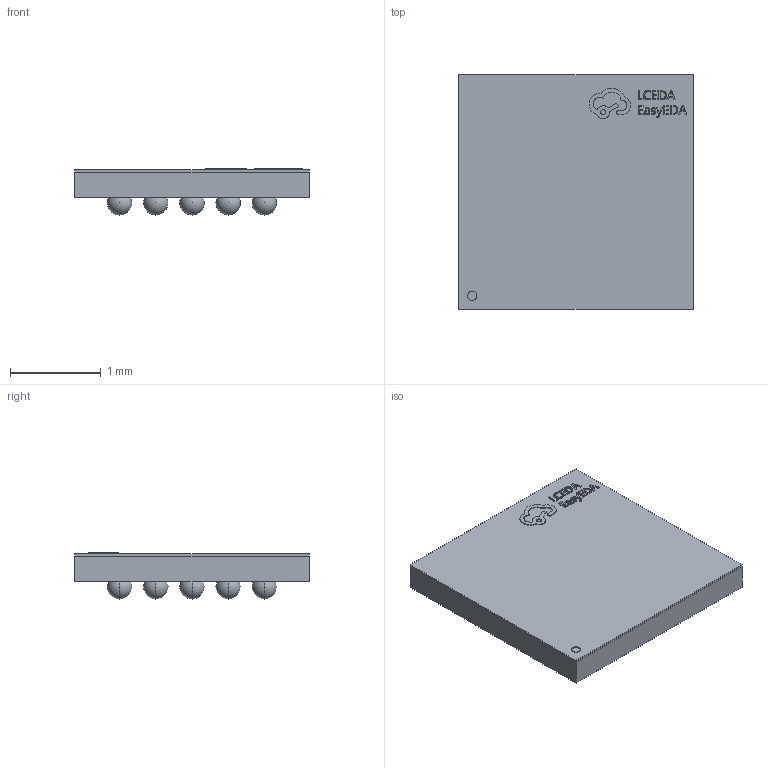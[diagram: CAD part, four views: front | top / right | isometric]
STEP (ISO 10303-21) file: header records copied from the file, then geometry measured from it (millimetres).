
FILE_DESCRIPTION (( 'STEP AP214' ), '1' );
FILE_NAME ('WLCSP-25_L2.6-W2.6-H0.5-R5-C5-P0.40-BL.step', '2022-06-20T11:35:20', ( '' ), ( '' ), 'SwSTEP 2.0', 'SolidWorks 2020', '' );
FILE_SCHEMA (( 'AUTOMOTIVE_DESIGN' ));
Length unit declared in the file: millimetre
Products named in the file (1): WLCSP-25_L2.6-W2.6-H0.5-R5-C5-P0.40-BL
Bounding box: 2.59 x 2.59 x 0.51 mm (x, y, z)
Volume: 2.3 mm3; surface area: 35.4 mm2
Topology: 27 solids, 27 shells, 373 faces, 1026 edges, 684 vertices
Faces by surface type: plane 209, bspline 112, sphere 50, cylinder 2
Entity records: 15835 total; most frequent: CARTESIAN_POINT 3988, ORIENTED_EDGE 1802, DIRECTION 1301, EDGE_CURVE 901, VERTEX_POINT 609, LINE 569, VECTOR 569, EDGE_LOOP 400
